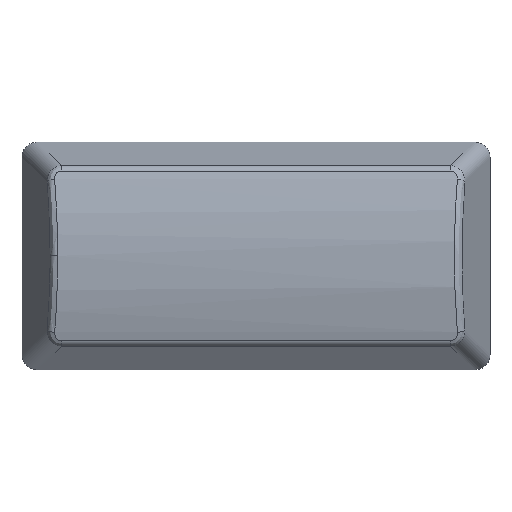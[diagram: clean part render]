
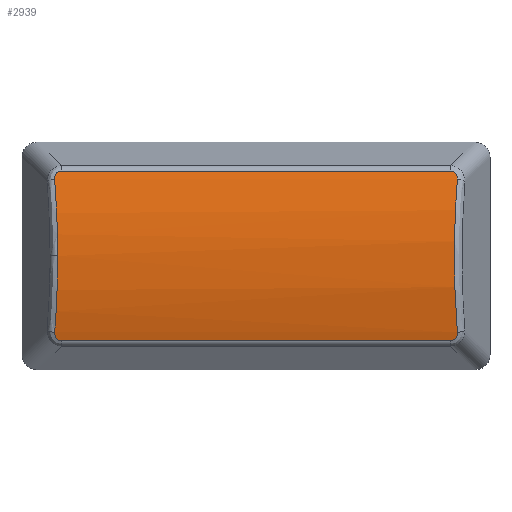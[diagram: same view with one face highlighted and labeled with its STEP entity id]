
A CAD part, top view. The second image highlights one B-rep face of the part: STEP entity #2939.
In plain terms, the highlighted cylindrical face has radius 25.296 mm (diameter 50.591 mm), a partial arc.
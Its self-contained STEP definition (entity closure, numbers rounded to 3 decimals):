
#2805=CARTESIAN_POINT('',(-749.764,124.3,-18.096));
#2806=DIRECTION('',(1.,0.,0.));
#2807=DIRECTION('',(0.,0.,-1.));
#2808=AXIS2_PLACEMENT_3D('',#2805,#2806,#2807);
#2809=CYLINDRICAL_SURFACE('',#2808,25.296);
#2810=CARTESIAN_POINT('',(101.665,130.35,6.466));
#2811=VERTEX_POINT('',#2810);
#2812=CARTESIAN_POINT('',(101.124,131.014,6.293));
#2813=VERTEX_POINT('',#2812);
#2814=CARTESIAN_POINT('',(101.665,130.35,6.466));
#2815=CARTESIAN_POINT('',(101.671,130.431,6.446));
#2816=CARTESIAN_POINT('',(101.666,130.511,6.426));
#2817=CARTESIAN_POINT('',(101.646,130.59,6.406));
#2818=CARTESIAN_POINT('',(101.626,130.668,6.385));
#2819=CARTESIAN_POINT('',(101.593,130.743,6.366));
#2820=CARTESIAN_POINT('',(101.544,130.807,6.349));
#2821=CARTESIAN_POINT('',(101.52,130.839,6.34));
#2822=CARTESIAN_POINT('',(101.492,130.868,6.332));
#2823=CARTESIAN_POINT('',(101.462,130.894,6.325));
#2824=CARTESIAN_POINT('',(101.431,130.92,6.318));
#2825=CARTESIAN_POINT('',(101.396,130.942,6.312));
#2826=CARTESIAN_POINT('',(101.36,130.96,6.307));
#2827=CARTESIAN_POINT('',(101.288,130.996,6.298));
#2828=CARTESIAN_POINT('',(101.206,131.014,6.293));
#2829=CARTESIAN_POINT('',(101.124,131.014,6.293));
#2830=B_SPLINE_CURVE_WITH_KNOTS('',3,(#2814,#2815,#2816,#2817,#2818,#2819,#2820,#2821,#2822,#2823,#2824,#2825,#2826,#2827,#2828,#2829),.UNSPECIFIED.,.F.,.F.,(4,3,3,3,3,4),(0.,0.,0.,0.001,0.001,0.001),.UNSPECIFIED.);
#2831=EDGE_CURVE('',#2811,#2813,#2830,.T.);
#2832=ORIENTED_EDGE('',*,*,#2831,.T.);
#2833=CARTESIAN_POINT('',(70.326,131.014,6.293));
#2834=VERTEX_POINT('',#2833);
#2835=CARTESIAN_POINT('',(101.124,131.014,6.293));
#2836=DIRECTION('',(-1.,-0.,-0.));
#2837=VECTOR('',#2836,30.798);
#2838=LINE('',#2835,#2837);
#2839=EDGE_CURVE('',#2813,#2834,#2838,.T.);
#2840=ORIENTED_EDGE('',*,*,#2839,.T.);
#2841=CARTESIAN_POINT('',(69.785,130.35,6.466));
#2842=VERTEX_POINT('',#2841);
#2843=CARTESIAN_POINT('',(70.326,131.014,6.293));
#2844=CARTESIAN_POINT('',(70.285,131.014,6.293));
#2845=CARTESIAN_POINT('',(70.245,131.009,6.294));
#2846=CARTESIAN_POINT('',(70.205,131.001,6.296));
#2847=CARTESIAN_POINT('',(70.166,130.992,6.299));
#2848=CARTESIAN_POINT('',(70.127,130.978,6.303));
#2849=CARTESIAN_POINT('',(70.091,130.961,6.307));
#2850=CARTESIAN_POINT('',(70.019,130.925,6.317));
#2851=CARTESIAN_POINT('',(69.955,130.872,6.331));
#2852=CARTESIAN_POINT('',(69.906,130.808,6.349));
#2853=CARTESIAN_POINT('',(69.858,130.743,6.366));
#2854=CARTESIAN_POINT('',(69.824,130.669,6.385));
#2855=CARTESIAN_POINT('',(69.804,130.59,6.405));
#2856=CARTESIAN_POINT('',(69.784,130.512,6.426));
#2857=CARTESIAN_POINT('',(69.779,130.431,6.446));
#2858=CARTESIAN_POINT('',(69.785,130.35,6.466));
#2859=B_SPLINE_CURVE_WITH_KNOTS('',3,(#2843,#2844,#2845,#2846,#2847,#2848,#2849,#2850,#2851,#2852,#2853,#2854,#2855,#2856,#2857,#2858),.UNSPECIFIED.,.F.,.F.,(4,3,3,3,3,4),(-0.,0.,0.,0.,0.001,0.001),.UNSPECIFIED.);
#2860=EDGE_CURVE('',#2834,#2842,#2859,.T.);
#2861=ORIENTED_EDGE('',*,*,#2860,.T.);
#2862=CARTESIAN_POINT('',(70.021,124.3,7.2));
#2863=VERTEX_POINT('',#2862);
#2864=CARTESIAN_POINT('',(61.905,124.3,-18.096));
#2865=DIRECTION('',(0.952,-0.,-0.305));
#2866=DIRECTION('',(0.305,0.,0.952));
#2867=AXIS2_PLACEMENT_3D('',#2864,#2865,#2866);
#2868=ELLIPSE('',#2867,26.566,25.296);
#2869=EDGE_CURVE('',#2842,#2863,#2868,.T.);
#2870=ORIENTED_EDGE('',*,*,#2869,.T.);
#2871=CARTESIAN_POINT('',(69.785,118.25,6.466));
#2872=VERTEX_POINT('',#2871);
#2873=CARTESIAN_POINT('',(61.905,124.3,-18.096));
#2874=DIRECTION('',(0.952,-0.,-0.305));
#2875=DIRECTION('',(0.305,0.,0.952));
#2876=AXIS2_PLACEMENT_3D('',#2873,#2874,#2875);
#2877=ELLIPSE('',#2876,26.566,25.296);
#2878=EDGE_CURVE('',#2863,#2872,#2877,.T.);
#2879=ORIENTED_EDGE('',*,*,#2878,.T.);
#2880=CARTESIAN_POINT('',(70.326,117.586,6.293));
#2881=VERTEX_POINT('',#2880);
#2882=CARTESIAN_POINT('',(69.785,118.25,6.466));
#2883=CARTESIAN_POINT('',(69.779,118.169,6.446));
#2884=CARTESIAN_POINT('',(69.784,118.088,6.426));
#2885=CARTESIAN_POINT('',(69.804,118.01,6.405));
#2886=CARTESIAN_POINT('',(69.824,117.931,6.385));
#2887=CARTESIAN_POINT('',(69.858,117.857,6.366));
#2888=CARTESIAN_POINT('',(69.906,117.792,6.349));
#2889=CARTESIAN_POINT('',(69.955,117.728,6.331));
#2890=CARTESIAN_POINT('',(70.019,117.675,6.317));
#2891=CARTESIAN_POINT('',(70.091,117.639,6.307));
#2892=CARTESIAN_POINT('',(70.127,117.622,6.303));
#2893=CARTESIAN_POINT('',(70.166,117.608,6.299));
#2894=CARTESIAN_POINT('',(70.205,117.599,6.296));
#2895=CARTESIAN_POINT('',(70.245,117.591,6.294));
#2896=CARTESIAN_POINT('',(70.285,117.586,6.293));
#2897=CARTESIAN_POINT('',(70.326,117.586,6.293));
#2898=B_SPLINE_CURVE_WITH_KNOTS('',3,(#2882,#2883,#2884,#2885,#2886,#2887,#2888,#2889,#2890,#2891,#2892,#2893,#2894,#2895,#2896,#2897),.UNSPECIFIED.,.F.,.F.,(4,3,3,3,3,4),(0.,0.,0.,0.001,0.001,0.001),.UNSPECIFIED.);
#2899=EDGE_CURVE('',#2872,#2881,#2898,.T.);
#2900=ORIENTED_EDGE('',*,*,#2899,.T.);
#2901=CARTESIAN_POINT('',(101.124,117.586,6.293));
#2902=VERTEX_POINT('',#2901);
#2903=CARTESIAN_POINT('',(70.326,117.586,6.293));
#2904=DIRECTION('',(1.,0.,0.));
#2905=VECTOR('',#2904,30.798);
#2906=LINE('',#2903,#2905);
#2907=EDGE_CURVE('',#2881,#2902,#2906,.T.);
#2908=ORIENTED_EDGE('',*,*,#2907,.T.);
#2909=CARTESIAN_POINT('',(101.665,118.25,6.466));
#2910=VERTEX_POINT('',#2909);
#2911=CARTESIAN_POINT('',(101.124,117.586,6.293));
#2912=CARTESIAN_POINT('',(101.206,117.586,6.293));
#2913=CARTESIAN_POINT('',(101.288,117.604,6.298));
#2914=CARTESIAN_POINT('',(101.36,117.64,6.307));
#2915=CARTESIAN_POINT('',(101.396,117.658,6.312));
#2916=CARTESIAN_POINT('',(101.431,117.68,6.318));
#2917=CARTESIAN_POINT('',(101.462,117.706,6.325));
#2918=CARTESIAN_POINT('',(101.492,117.732,6.332));
#2919=CARTESIAN_POINT('',(101.52,117.761,6.34));
#2920=CARTESIAN_POINT('',(101.544,117.793,6.349));
#2921=CARTESIAN_POINT('',(101.593,117.857,6.366));
#2922=CARTESIAN_POINT('',(101.626,117.932,6.385));
#2923=CARTESIAN_POINT('',(101.646,118.01,6.406));
#2924=CARTESIAN_POINT('',(101.666,118.089,6.426));
#2925=CARTESIAN_POINT('',(101.671,118.169,6.446));
#2926=CARTESIAN_POINT('',(101.665,118.25,6.466));
#2927=B_SPLINE_CURVE_WITH_KNOTS('',3,(#2911,#2912,#2913,#2914,#2915,#2916,#2917,#2918,#2919,#2920,#2921,#2922,#2923,#2924,#2925,#2926),.UNSPECIFIED.,.F.,.F.,(4,3,3,3,3,4),(-0.,0.,0.,0.,0.001,0.001),.UNSPECIFIED.);
#2928=EDGE_CURVE('',#2902,#2910,#2927,.T.);
#2929=ORIENTED_EDGE('',*,*,#2928,.T.);
#2930=CARTESIAN_POINT('',(109.545,124.3,-18.096));
#2931=DIRECTION('',(-0.952,-0.,-0.305));
#2932=DIRECTION('',(0.305,0.,-0.952));
#2933=AXIS2_PLACEMENT_3D('',#2930,#2931,#2932);
#2934=ELLIPSE('',#2933,26.566,25.296);
#2935=EDGE_CURVE('',#2910,#2811,#2934,.T.);
#2936=ORIENTED_EDGE('',*,*,#2935,.T.);
#2937=EDGE_LOOP('',(#2832,#2840,#2861,#2870,#2879,#2900,#2908,#2929,#2936));
#2938=FACE_BOUND('',#2937,.T.);
#2939=ADVANCED_FACE('',(#2938),#2809,.T.);
